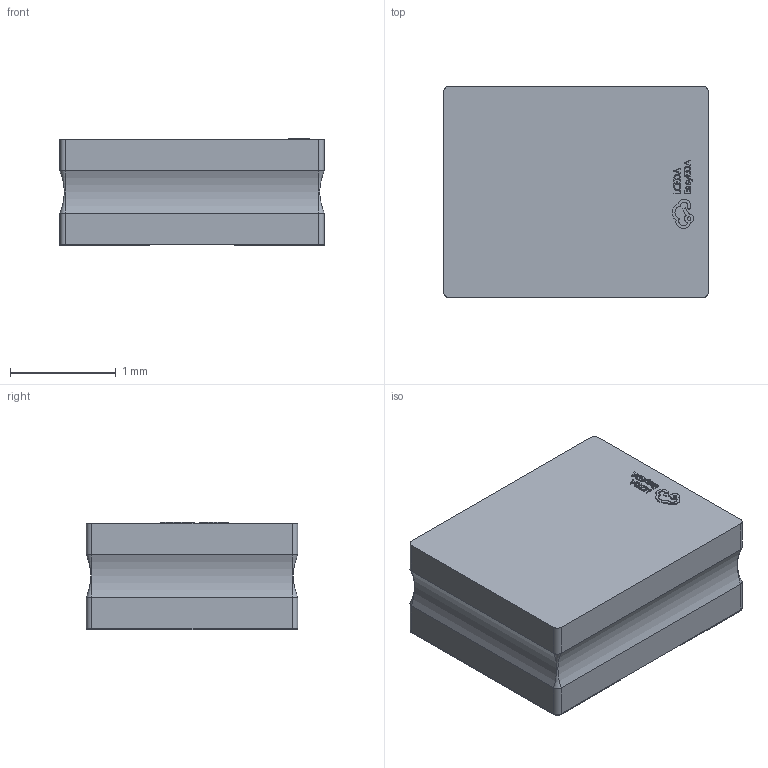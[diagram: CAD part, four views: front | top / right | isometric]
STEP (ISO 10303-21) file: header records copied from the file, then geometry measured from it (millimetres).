
FILE_DESCRIPTION (( 'STEP AP214' ), '1' );
FILE_NAME ('IND-SMD_L2.5-W2.0-H1.0_AHP252010TF.step', '2022-07-08T23:51:58', ( '' ), ( '' ), 'SwSTEP 2.0', 'SolidWorks 2020', '' );
FILE_SCHEMA (( 'AUTOMOTIVE_DESIGN' ));
Length unit declared in the file: millimetre
Products named in the file (1): IND-SMD_L2.5-W2.0-H1.0_AHP252010TF
Bounding box: 2.5 x 2 x 1.02 mm (x, y, z)
Volume: 4.9 mm3; surface area: 45.9 mm2
Topology: 5 solids, 5 shells, 334 faces, 894 edges, 596 vertices
Faces by surface type: plane 197, bspline 112, cylinder 17, torus 8
Entity records: 15285 total; most frequent: CARTESIAN_POINT 3929, ORIENTED_EDGE 1788, DIRECTION 1165, EDGE_CURVE 894, LINE 613, VECTOR 613, VERTEX_POINT 596, EDGE_LOOP 360
